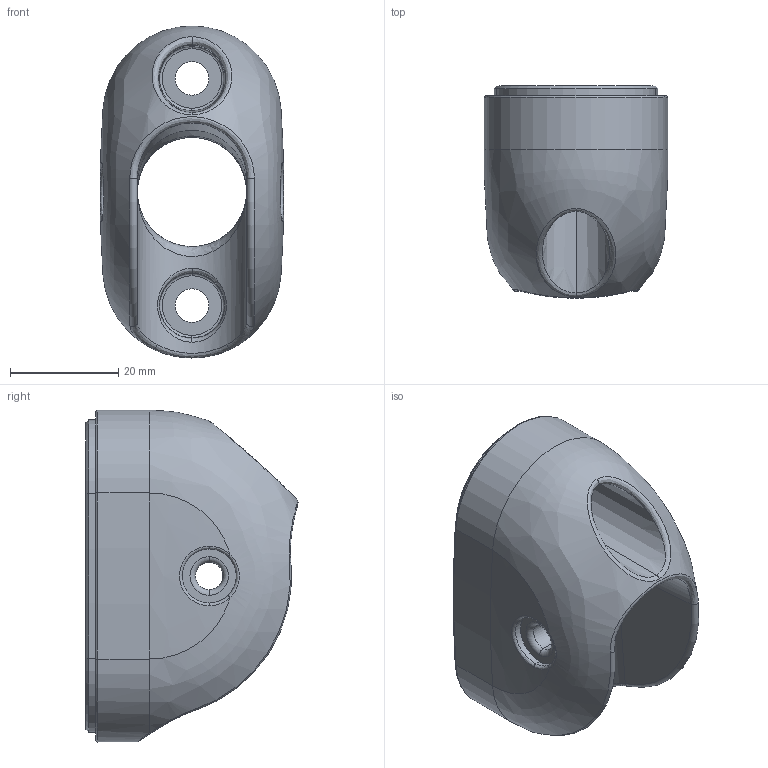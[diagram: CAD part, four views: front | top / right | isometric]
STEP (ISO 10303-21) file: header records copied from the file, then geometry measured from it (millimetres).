
FILE_DESCRIPTION((''),'2;1');
FILE_NAME('CFT-B01-015','2018-08-21T',('Administrator'),(''),'PRO/ENGINEER BY PARAMETRIC TECHNOLOGY CORPORATION, 2005030','PRO/ENGINEER BY PARAMETRIC TECHNOLOGY CORPORATION, 2005030','');
FILE_SCHEMA(('CONFIG_CONTROL_DESIGN'));
Length unit declared in the file: millimetre
Products named in the file (1): CFT-B01-015
Bounding box: 33.97 x 39.24 x 61.4 mm (x, y, z)
Volume: 24603.6 mm3; surface area: 15349.9 mm2
Topology: 1 solids, 1 shells, 142 faces, 354 edges, 216 vertices
Faces by surface type: bspline 53, cylinder 32, cone 24, torus 14, plane 14, sphere 5
Entity records: 8225 total; most frequent: CARTESIAN_POINT 5262, ORIENTED_EDGE 704, DIRECTION 482, EDGE_CURVE 352, AXIS2_PLACEMENT_3D 216, VERTEX_POINT 216, B_SPLINE_CURVE_WITH_KNOTS 175, EDGE_LOOP 156
